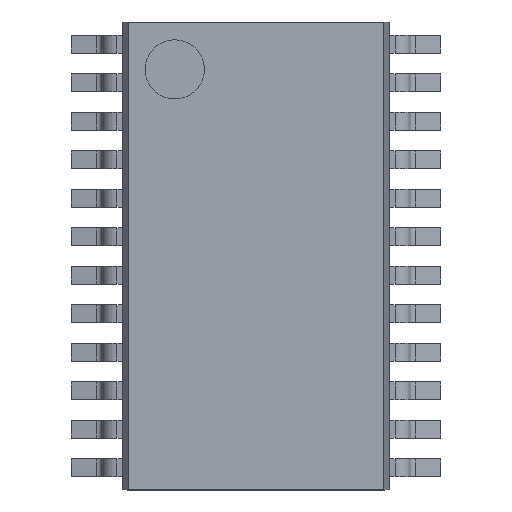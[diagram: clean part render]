
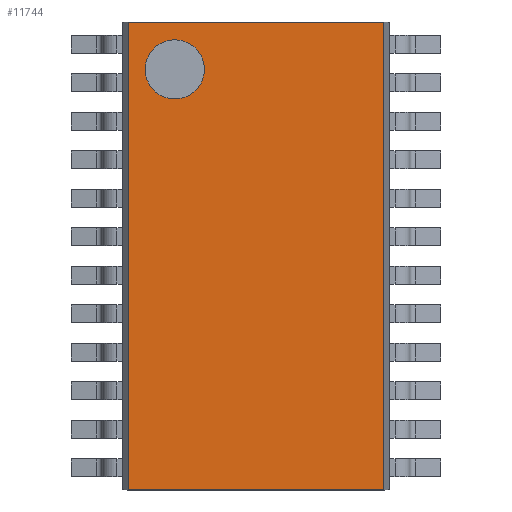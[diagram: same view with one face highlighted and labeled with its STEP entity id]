
A CAD part, top view. The second image highlights one B-rep face of the part: STEP entity #11744.
In plain terms, the highlighted planar face has unit normal (0, 0, 1).
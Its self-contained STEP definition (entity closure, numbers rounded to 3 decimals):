
#11390=CARTESIAN_POINT('',(-0.871,3.15,1.2));
#11391=VERTEX_POINT('',#11390);
#11400=CARTESIAN_POINT('',(-1.871,3.15,1.2));
#11401=VERTEX_POINT('',#11400);
#11402=CARTESIAN_POINT('',(-1.371,3.15,1.2));
#11403=DIRECTION('',(0.0,0.0,-1.0));
#11404=DIRECTION('',(1.0,0.0,0.0));
#11405=AXIS2_PLACEMENT_3D('',#11402,#11403,#11404);
#11406=CIRCLE('',#11405,0.5);
#11407=EDGE_CURVE('',#11401,#11391,#11406,.T.);
#11434=CARTESIAN_POINT('',(2.153,3.95,1.2));
#11435=VERTEX_POINT('',#11434);
#11442=CARTESIAN_POINT('',(2.153,-3.95,1.2));
#11443=VERTEX_POINT('',#11442);
#11444=CARTESIAN_POINT('',(2.153,-3.95,1.2));
#11445=DIRECTION('',(0.0,1.0,0.0));
#11446=VECTOR('',#11445,7.9);
#11447=LINE('',#11444,#11446);
#11448=EDGE_CURVE('',#11443,#11435,#11447,.T.);
#11489=CARTESIAN_POINT('',(-2.153,-3.95,1.2));
#11490=VERTEX_POINT('',#11489);
#11491=CARTESIAN_POINT('',(2.153,-3.95,1.2));
#11492=DIRECTION('',(-1.0,0.0,0.0));
#11493=VECTOR('',#11492,4.306);
#11494=LINE('',#11491,#11493);
#11495=EDGE_CURVE('',#11443,#11490,#11494,.T.);
#11535=CARTESIAN_POINT('',(-2.153,3.95,1.2));
#11536=VERTEX_POINT('',#11535);
#11552=CARTESIAN_POINT('',(-2.153,3.95,1.2));
#11553=DIRECTION('',(0.0,-1.0,0.0));
#11554=VECTOR('',#11553,7.9);
#11555=LINE('',#11552,#11554);
#11556=EDGE_CURVE('',#11490,#11536,#11555,.F.);
#11605=CARTESIAN_POINT('',(2.153,3.95,1.2));
#11606=DIRECTION('',(-1.0,0.0,0.0));
#11607=VECTOR('',#11606,4.306);
#11608=LINE('',#11605,#11607);
#11609=EDGE_CURVE('',#11435,#11536,#11608,.T.);
#11709=CARTESIAN_POINT('',(-1.371,3.15,1.2));
#11710=DIRECTION('',(0.0,0.0,-1.0));
#11711=DIRECTION('',(1.0,0.0,0.0));
#11712=AXIS2_PLACEMENT_3D('',#11709,#11710,#11711);
#11713=CIRCLE('',#11712,0.5);
#11714=EDGE_CURVE('',#11391,#11401,#11713,.T.);
#11729=CARTESIAN_POINT('',(2.171,-3.95,1.2));
#11730=DIRECTION('',(0.0,0.0,1.0));
#11731=DIRECTION('',(0.0,-1.0,0.0));
#11732=AXIS2_PLACEMENT_3D('',#11729,#11730,#11731);
#11733=PLANE('',#11732);
#11734=ORIENTED_EDGE('',*,*,#11609,.T.);
#11735=ORIENTED_EDGE('',*,*,#11556,.F.);
#11736=ORIENTED_EDGE('',*,*,#11495,.F.);
#11737=ORIENTED_EDGE('',*,*,#11448,.T.);
#11738=EDGE_LOOP('',(#11734,#11735,#11736,#11737));
#11739=FACE_OUTER_BOUND('',#11738,.T.);
#11740=ORIENTED_EDGE('',*,*,#11714,.T.);
#11741=ORIENTED_EDGE('',*,*,#11407,.T.);
#11742=EDGE_LOOP('',(#11740,#11741));
#11743=FACE_BOUND('',#11742,.T.);
#11744=ADVANCED_FACE('',(#11739,#11743),#11733,.T.);
